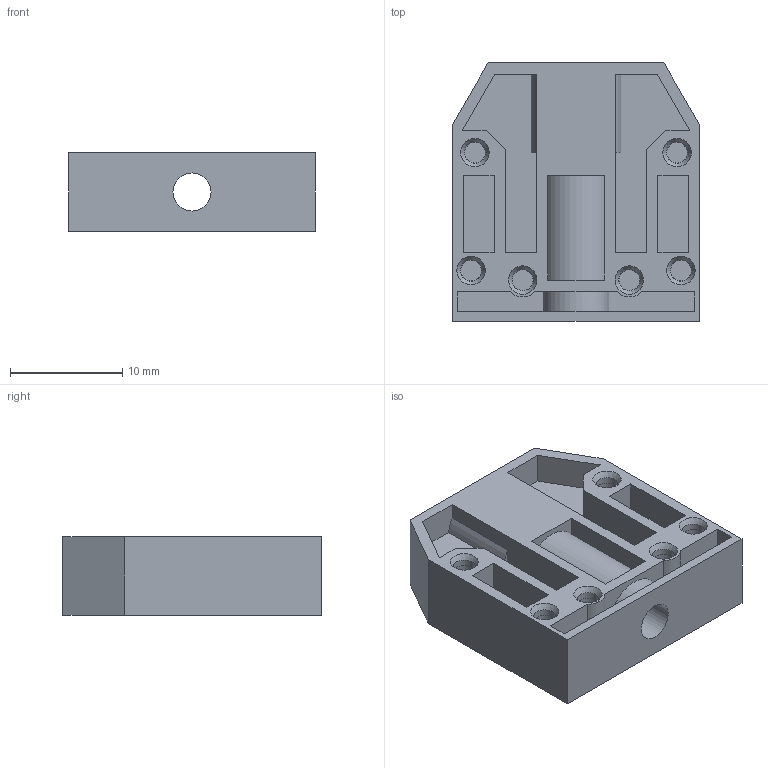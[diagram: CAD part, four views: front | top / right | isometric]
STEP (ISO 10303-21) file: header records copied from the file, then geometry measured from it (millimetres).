
FILE_DESCRIPTION(/* description */ (''),/* implementation_level */ '2;1');
FILE_NAME(/* name */ '2136_2_BKA_EH2_iso.stp',/* time_stamp */ '2012-02-27T15:34:12+01:00',/* author */ (''),/* organization */ (''),/* preprocessor_version */ 'ST-DEVELOPER v11',/* originating_system */ 'SIEMENS UGS NX 6.0',/* authorisation */ '');
FILE_SCHEMA (('CONFIG_CONTROL_DESIGN'));
Length unit declared in the file: millimetre
Products named in the file (1): BKA_EH2
Bounding box: 22 x 23 x 7 mm (x, y, z)
Volume: 1809.5 mm3; surface area: 3112.3 mm2
Topology: 1 solids, 1 shells, 173 faces, 393 edges, 259 vertices
Faces by surface type: plane 112, cylinder 37, cone 24
Full cylindrical faces by diameter (mm): 1.95 x12, 2.15 x12, 3.4 x1, 6.3 x1
Entity records: 4538 total; most frequent: DIRECTION 774, CARTESIAN_POINT 746, ORIENTED_EDGE 656, EDGE_CURVE 328, AXIS2_PLACEMENT_3D 272, EDGE_LOOP 262, VERTEX_POINT 244, LINE 230
